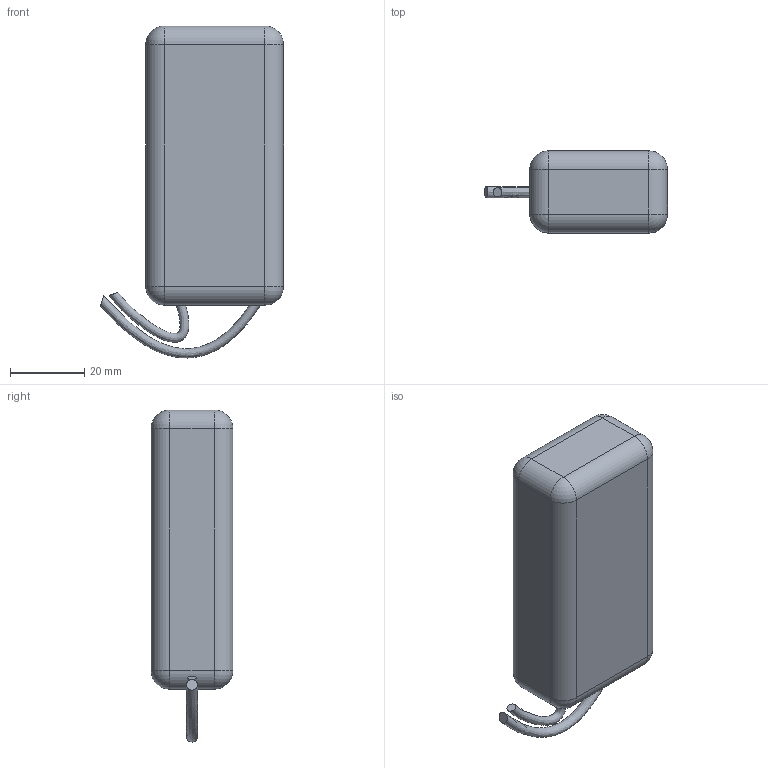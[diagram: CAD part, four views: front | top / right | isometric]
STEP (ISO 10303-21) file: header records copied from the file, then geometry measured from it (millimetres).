
FILE_DESCRIPTION(/* description */ (''),/* implementation_level */ '2;1');
FILE_NAME(/* name */ 'Global_Battery v1.step',/* time_stamp */ '2019-06-07T11:43:11+02:00',/* author */ (''),/* organization */ (''),/* preprocessor_version */ 'ST-DEVELOPER v18',/* originating_system */ 'Autodesk Translation Framework v8.2.0.1029',/* authorisation */ '');
FILE_SCHEMA (('AUTOMOTIVE_DESIGN { 1 0 10303 214 3 1 1 }'));
Length unit declared in the file: millimetre
Products named in the file (1): Global_Battery
Bounding box: 49.18 x 22 x 89.2 mm (x, y, z)
Volume: 58786.8 mm3; surface area: 9980.3 mm2
Topology: 1 solids, 1 shells, 30 faces, 62 edges, 28 vertices
Faces by surface type: cylinder 12, plane 8, sphere 8, bspline 2
Entity records: 1051 total; most frequent: CARTESIAN_POINT 397, DIRECTION 138, ORIENTED_EDGE 108, AXIS2_PLACEMENT_3D 57, EDGE_CURVE 54, EDGE_LOOP 32, FACE_OUTER_BOUND 30, ADVANCED_FACE 30
